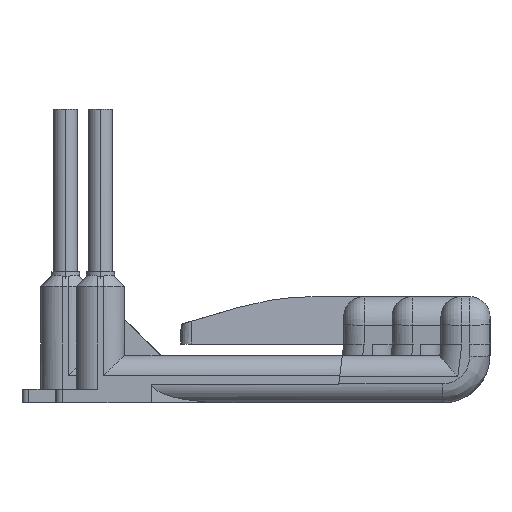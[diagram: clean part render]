
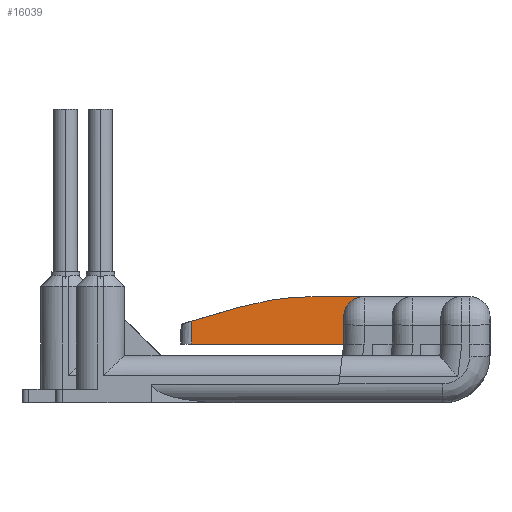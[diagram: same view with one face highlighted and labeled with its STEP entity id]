
A CAD part, left-side view. The second image highlights one B-rep face of the part: STEP entity #16039.
In plain terms, the highlighted planar face has unit normal (-0.999, 0, 0.035).
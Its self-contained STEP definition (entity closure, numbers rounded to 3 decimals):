
#15975=AXIS2_PLACEMENT_3D('Plane Axis2P3D',#15972,#15973,#15974) ;
#15643=CARTESIAN_POINT('Line Origine',(-35.865,16.834,10.988)) ;
#15647=CARTESIAN_POINT('Vertex',(-35.856,16.834,11.238)) ;
#15649=CARTESIAN_POINT('Vertex',(-35.874,16.834,10.738)) ;
#15709=CARTESIAN_POINT('Line Origine',(-35.926,21.684,9.238)) ;
#15713=CARTESIAN_POINT('Vertex',(-35.926,15.334,9.238)) ;
#15715=CARTESIAN_POINT('Vertex',(-35.926,28.034,9.238)) ;
#15972=CARTESIAN_POINT('Axis2P3D Location',(-35.875,23.309,10.7)) ;
#15978=CARTESIAN_POINT('Control Point',(-35.875,16.833,10.7)) ;
#15979=CARTESIAN_POINT('Control Point',(-35.875,16.833,10.713)) ;
#15980=CARTESIAN_POINT('Control Point',(-35.874,16.834,10.726)) ;
#15981=CARTESIAN_POINT('Control Point',(-35.874,16.834,10.738)) ;
#15982=CARTESIAN_POINT('Vertex',(-35.875,16.833,10.7)) ;
#15986=CARTESIAN_POINT('Control Point',(-35.856,16.834,11.238)) ;
#15987=CARTESIAN_POINT('Control Point',(-35.84,16.834,11.709)) ;
#15988=CARTESIAN_POINT('Control Point',(-35.823,16.649,12.181)) ;
#15989=CARTESIAN_POINT('Control Point',(-35.81,16.277,12.554)) ;
#15990=CARTESIAN_POINT('Control Point',(-35.804,15.805,12.738)) ;
#15991=CARTESIAN_POINT('Control Point',(-35.804,15.334,12.738)) ;
#15992=CARTESIAN_POINT('Vertex',(-35.804,15.334,12.738)) ;
#15996=CARTESIAN_POINT('Control Point',(-35.804,15.334,12.738)) ;
#15997=CARTESIAN_POINT('Control Point',(-35.804,19.022,12.738)) ;
#15998=CARTESIAN_POINT('Vertex',(-35.804,19.022,12.738)) ;
#16002=CARTESIAN_POINT('Control Point',(-35.832,24.665,11.926)) ;
#16003=CARTESIAN_POINT('Control Point',(-35.813,22.836,12.464)) ;
#16004=CARTESIAN_POINT('Control Point',(-35.804,20.929,12.738)) ;
#16005=CARTESIAN_POINT('Control Point',(-35.804,19.022,12.738)) ;
#16006=CARTESIAN_POINT('Vertex',(-35.832,24.665,11.926)) ;
#16010=CARTESIAN_POINT('Control Point',(-35.867,28.034,10.935)) ;
#16011=CARTESIAN_POINT('Control Point',(-35.832,24.665,11.926)) ;
#16012=CARTESIAN_POINT('Vertex',(-35.867,28.034,10.935)) ;
#16015=CARTESIAN_POINT('Line Origine',(-35.862,28.034,11.069)) ;
#16021=CARTESIAN_POINT('Control Point',(-35.926,15.334,9.238)) ;
#16022=CARTESIAN_POINT('Control Point',(-35.926,15.797,9.238)) ;
#16023=CARTESIAN_POINT('Control Point',(-35.92,16.261,9.417)) ;
#16024=CARTESIAN_POINT('Control Point',(-35.907,16.631,9.777)) ;
#16025=CARTESIAN_POINT('Control Point',(-35.891,16.821,10.237)) ;
#16026=CARTESIAN_POINT('Control Point',(-35.875,16.833,10.7)) ;
#15644=DIRECTION('Vector Direction',(0.035,0.,0.999)) ;
#15710=DIRECTION('Vector Direction',(0.,-1.,0.)) ;
#15973=DIRECTION('Axis2P3D Direction',(0.999,0.,-0.035)) ;
#15974=DIRECTION('Axis2P3D XDirection',(0.,-1.,0.)) ;
#16016=DIRECTION('Vector Direction',(-0.035,0.,-0.999)) ;
#15645=VECTOR('Line Direction',#15644,1.) ;
#15711=VECTOR('Line Direction',#15710,1.) ;
#16017=VECTOR('Line Direction',#16016,1.) ;
#16029=ORIENTED_EDGE('',*,*,#15984,.F.) ;
#16030=ORIENTED_EDGE('',*,*,#15651,.F.) ;
#16031=ORIENTED_EDGE('',*,*,#15994,.F.) ;
#16032=ORIENTED_EDGE('',*,*,#16000,.F.) ;
#16033=ORIENTED_EDGE('',*,*,#16008,.F.) ;
#16034=ORIENTED_EDGE('',*,*,#16014,.F.) ;
#16035=ORIENTED_EDGE('',*,*,#16019,.F.) ;
#16036=ORIENTED_EDGE('',*,*,#15717,.F.) ;
#16037=ORIENTED_EDGE('',*,*,#16027,.F.) ;
#16039=ADVANCED_FACE('Partie haute',(#16038),#15976,.F.) ;
#15977=B_SPLINE_CURVE_WITH_KNOTS('',3,(#15978,#15979,#15980,#15981),.UNSPECIFIED.,.F.,.U.,(4,4),(0.,0.054),.UNSPECIFIED.) ;
#15985=B_SPLINE_CURVE_WITH_KNOTS('',5,(#15986,#15987,#15988,#15989,#15990,#15991),.UNSPECIFIED.,.F.,.U.,(6,6),(0.,3.333),.UNSPECIFIED.) ;
#15995=B_SPLINE_CURVE_WITH_KNOTS('',1,(#15996,#15997),.UNSPECIFIED.,.F.,.U.,(2,2),(-1.844,1.844),.UNSPECIFIED.) ;
#16001=B_SPLINE_CURVE_WITH_KNOTS('',3,(#16002,#16003,#16004,#16005),.UNSPECIFIED.,.F.,.U.,(4,4),(0.,8.09),.UNSPECIFIED.) ;
#16009=B_SPLINE_CURVE_WITH_KNOTS('',1,(#16010,#16011),.UNSPECIFIED.,.F.,.U.,(2,2),(-1.756,1.756),.UNSPECIFIED.) ;
#16020=B_SPLINE_CURVE_WITH_KNOTS('',5,(#16021,#16022,#16023,#16024,#16025,#16026),.UNSPECIFIED.,.F.,.U.,(6,6),(0.,3.279),.UNSPECIFIED.) ;
#15651=EDGE_CURVE('',#15648,#15650,#15646,.F.) ;
#15717=EDGE_CURVE('',#15714,#15716,#15712,.F.) ;
#15984=EDGE_CURVE('',#15650,#15983,#15977,.F.) ;
#15994=EDGE_CURVE('',#15993,#15648,#15985,.F.) ;
#16000=EDGE_CURVE('',#15999,#15993,#15995,.F.) ;
#16008=EDGE_CURVE('',#16007,#15999,#16001,.T.) ;
#16014=EDGE_CURVE('',#16013,#16007,#16009,.T.) ;
#16019=EDGE_CURVE('',#15716,#16013,#16018,.F.) ;
#16027=EDGE_CURVE('',#15983,#15714,#16020,.F.) ;
#16028=EDGE_LOOP('',(#16029,#16030,#16031,#16032,#16033,#16034,#16035,#16036,#16037)) ;
#16038=FACE_OUTER_BOUND('',#16028,.T.) ;
#15646=LINE('Line',#15643,#15645) ;
#15712=LINE('Line',#15709,#15711) ;
#16018=LINE('Line',#16015,#16017) ;
#15976=PLANE('',#15975) ;
#15648=VERTEX_POINT('',#15647) ;
#15650=VERTEX_POINT('',#15649) ;
#15714=VERTEX_POINT('',#15713) ;
#15716=VERTEX_POINT('',#15715) ;
#15983=VERTEX_POINT('',#15982) ;
#15993=VERTEX_POINT('',#15992) ;
#15999=VERTEX_POINT('',#15998) ;
#16007=VERTEX_POINT('',#16006) ;
#16013=VERTEX_POINT('',#16012) ;
